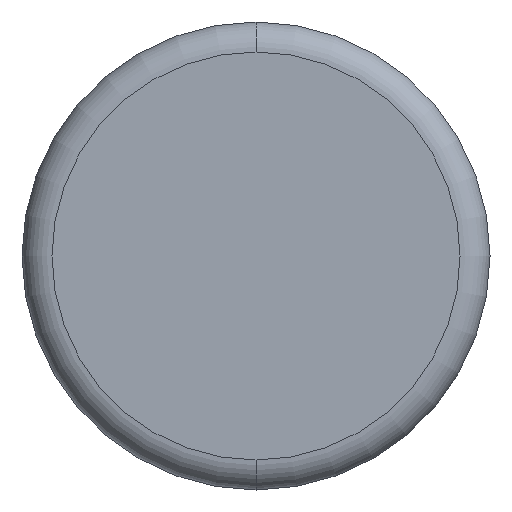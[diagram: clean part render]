
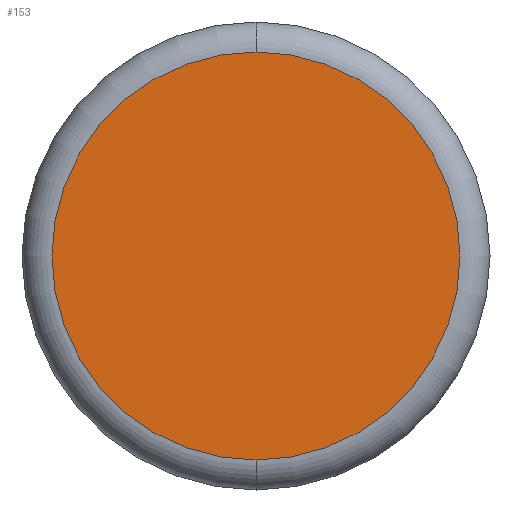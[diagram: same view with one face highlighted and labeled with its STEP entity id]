
A CAD part, front view. The second image highlights one B-rep face of the part: STEP entity #153.
In plain terms, the highlighted planar face has unit normal (0, -1, 0).
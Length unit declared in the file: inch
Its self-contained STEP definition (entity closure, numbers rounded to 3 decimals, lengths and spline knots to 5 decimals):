
#24 = VERTEX_POINT ( 'NONE', #118 ) ;
#49 = CARTESIAN_POINT ( 'NONE',  ( 0., 0., 0. ) ) ;
#62 = DIRECTION ( 'NONE',  ( 0., 0., -1. ) ) ;
#78 = EDGE_CURVE ( 'NONE', #376, #24, #250, .T. ) ;
#118 = CARTESIAN_POINT ( 'NONE',  ( 0., 0., -0.13625 ) ) ;
#141 = AXIS2_PLACEMENT_3D ( 'NONE', #49, #223, #314 ) ;
#153 = ADVANCED_FACE ( 'NONE', ( #269 ), #243, .T. ) ;
#183 = DIRECTION ( 'NONE',  ( 0., -1., 0. ) ) ;
#223 = DIRECTION ( 'NONE',  ( 0., -1., 0. ) ) ;
#243 = PLANE ( 'NONE',  #141 ) ;
#250 = CIRCLE ( 'NONE', #367, 0.13625 ) ;
#255 = ORIENTED_EDGE ( 'NONE', *, *, #395, .T. ) ;
#266 = CARTESIAN_POINT ( 'NONE',  ( 0., 0., 0. ) ) ;
#269 = FACE_OUTER_BOUND ( 'NONE', #291, .T. ) ;
#279 = DIRECTION ( 'NONE',  ( 0., 0., -1. ) ) ;
#286 = CIRCLE ( 'NONE', #330, 0.13625 ) ;
#291 = EDGE_LOOP ( 'NONE', ( #255, #389 ) ) ;
#305 = DIRECTION ( 'NONE',  ( 0., -1., 0. ) ) ;
#313 = CARTESIAN_POINT ( 'NONE',  ( 0., 0., 0.13625 ) ) ;
#314 = DIRECTION ( 'NONE',  ( 0., 0., -1. ) ) ;
#330 = AXIS2_PLACEMENT_3D ( 'NONE', #266, #305, #279 ) ;
#338 = CARTESIAN_POINT ( 'NONE',  ( 0., 0., 0. ) ) ;
#367 = AXIS2_PLACEMENT_3D ( 'NONE', #338, #183, #62 ) ;
#376 = VERTEX_POINT ( 'NONE', #313 ) ;
#389 = ORIENTED_EDGE ( 'NONE', *, *, #78, .T. ) ;
#395 = EDGE_CURVE ( 'NONE', #24, #376, #286, .T. ) ;
